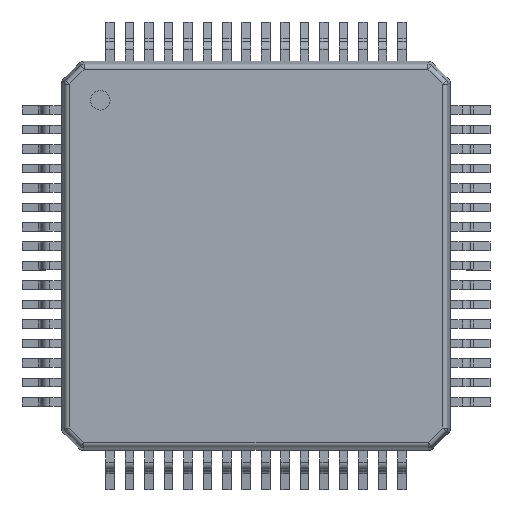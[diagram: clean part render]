
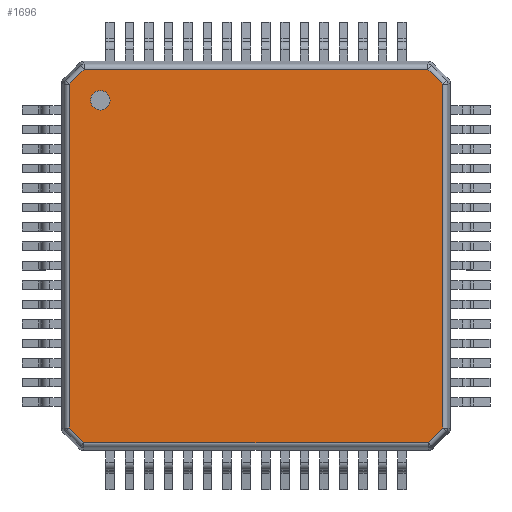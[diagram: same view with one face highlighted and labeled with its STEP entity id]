
A CAD part, top view. The second image highlights one B-rep face of the part: STEP entity #1696.
In plain terms, the highlighted face is planar.
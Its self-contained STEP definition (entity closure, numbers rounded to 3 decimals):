
#28=CARTESIAN_POINT('',(-4.,0.438,-4.));
#29=DIRECTION('',(0.,1.,0.));
#30=DIRECTION('',(1.,0.,0.));
#31=AXIS2_PLACEMENT_3D('',#28,#29,#30);
#37=CARTESIAN_POINT('',(-4.,0.438,-4.));
#38=DIRECTION('',(0.,1.,0.));
#39=DIRECTION('',(-1.,0.,0.));
#40=AXIS2_PLACEMENT_3D('',#37,#38,#39);
#45=DIRECTION('',(0.,0.,1.));
#46=VECTOR('',#45,8.842);
#47=CARTESIAN_POINT('',(-4.804,0.438,-4.419));
#48=LINE('',#47,#46);
#167=DIRECTION('',(-0.707,0.,-0.707));
#168=VECTOR('',#167,0.539);
#169=CARTESIAN_POINT('',(-4.423,0.438,4.804));
#170=LINE('',#169,#168);
#198=DIRECTION('',(1.,0.,0.));
#199=VECTOR('',#198,8.846);
#200=CARTESIAN_POINT('',(-4.423,0.438,4.804));
#201=LINE('',#200,#199);
#243=DIRECTION('',(-0.707,0.,0.707));
#244=VECTOR('',#243,0.539);
#245=CARTESIAN_POINT('',(4.804,0.438,4.423));
#246=LINE('',#245,#244);
#351=DIRECTION('',(0.,0.,-1.));
#352=VECTOR('',#351,8.842);
#353=CARTESIAN_POINT('',(4.804,0.438,4.423));
#354=LINE('',#353,#352);
#396=DIRECTION('',(0.707,0.,0.707));
#397=VECTOR('',#396,0.545);
#398=CARTESIAN_POINT('',(4.419,0.438,-4.804));
#399=LINE('',#398,#397);
#504=DIRECTION('',(-1.,0.,0.));
#505=VECTOR('',#504,8.838);
#506=CARTESIAN_POINT('',(4.419,0.438,-4.804));
#507=LINE('',#506,#505);
#549=DIRECTION('',(0.707,0.,-0.707));
#550=VECTOR('',#549,0.545);
#551=CARTESIAN_POINT('',(-4.804,0.438,-4.419));
#552=LINE('',#551,#550);
#1467=CARTESIAN_POINT('',(-4.804,0.438,-4.419));
#1468=CARTESIAN_POINT('',(-4.804,0.438,4.423));
#1469=VERTEX_POINT('',#1467);
#1470=VERTEX_POINT('',#1468);
#1479=CARTESIAN_POINT('',(-4.419,0.438,-4.804));
#1480=VERTEX_POINT('',#1479);
#1481=CARTESIAN_POINT('',(4.419,0.438,-4.804));
#1482=VERTEX_POINT('',#1481);
#1491=CARTESIAN_POINT('',(4.804,0.438,-4.419));
#1492=VERTEX_POINT('',#1491);
#1493=CARTESIAN_POINT('',(4.804,0.438,4.423));
#1494=VERTEX_POINT('',#1493);
#1503=CARTESIAN_POINT('',(4.423,0.438,4.804));
#1504=VERTEX_POINT('',#1503);
#1505=CARTESIAN_POINT('',(-4.423,0.438,4.804));
#1506=VERTEX_POINT('',#1505);
#1631=CARTESIAN_POINT('',(-3.75,0.438,-4.));
#1632=CARTESIAN_POINT('',(-4.25,0.438,-4.));
#1633=VERTEX_POINT('',#1631);
#1634=VERTEX_POINT('',#1632);
#1667=CARTESIAN_POINT('',(0.,0.438,0.));
#1668=DIRECTION('',(0.,1.,0.));
#1669=DIRECTION('',(1.,0.,0.));
#1670=AXIS2_PLACEMENT_3D('',#1667,#1668,#1669);
#1671=PLANE('',#1670);
#1673=ORIENTED_EDGE('',*,*,#1672,.F.);
#1675=ORIENTED_EDGE('',*,*,#1674,.T.);
#1677=ORIENTED_EDGE('',*,*,#1676,.F.);
#1679=ORIENTED_EDGE('',*,*,#1678,.T.);
#1681=ORIENTED_EDGE('',*,*,#1680,.F.);
#1683=ORIENTED_EDGE('',*,*,#1682,.T.);
#1685=ORIENTED_EDGE('',*,*,#1684,.F.);
#1687=ORIENTED_EDGE('',*,*,#1686,.T.);
#1688=EDGE_LOOP('',(#1673,#1675,#1677,#1679,#1681,#1683,#1685,#1687));
#1689=FACE_OUTER_BOUND('',#1688,.F.);
#1691=ORIENTED_EDGE('',*,*,#1690,.T.);
#1693=ORIENTED_EDGE('',*,*,#1692,.T.);
#1694=EDGE_LOOP('',(#1691,#1693));
#1695=FACE_BOUND('',#1694,.F.);
#32=CIRCLE('',#31,0.25);
#41=CIRCLE('',#40,0.25);
#1672=EDGE_CURVE('',#1469,#1470,#48,.T.);
#1674=EDGE_CURVE('',#1469,#1480,#552,.T.);
#1676=EDGE_CURVE('',#1482,#1480,#507,.T.);
#1678=EDGE_CURVE('',#1482,#1492,#399,.T.);
#1680=EDGE_CURVE('',#1494,#1492,#354,.T.);
#1682=EDGE_CURVE('',#1494,#1504,#246,.T.);
#1684=EDGE_CURVE('',#1506,#1504,#201,.T.);
#1686=EDGE_CURVE('',#1506,#1470,#170,.T.);
#1690=EDGE_CURVE('',#1633,#1634,#32,.T.);
#1692=EDGE_CURVE('',#1634,#1633,#41,.T.);
#1696=ADVANCED_FACE('',(#1689,#1695),#1671,.T.);
